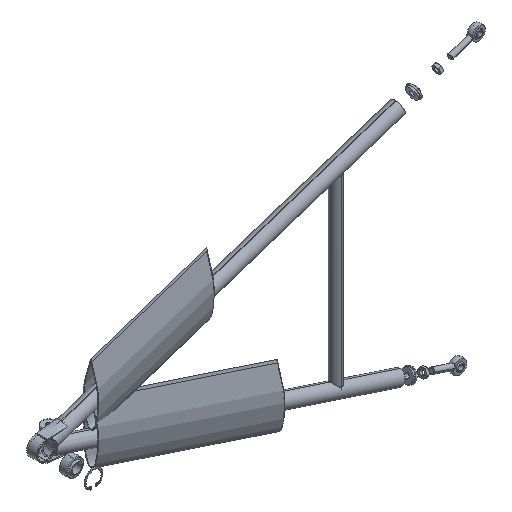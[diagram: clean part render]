
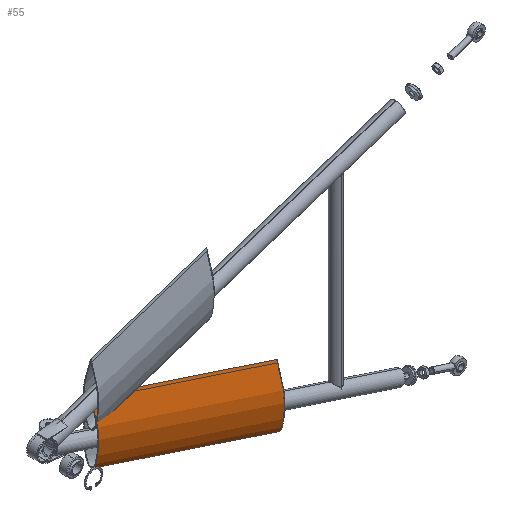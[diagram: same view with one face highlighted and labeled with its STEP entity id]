
A CAD part, isometric view. The second image highlights one B-rep face of the part: STEP entity #55.
In plain terms, the highlighted free-form (B-spline) face has degree [3, 1] with [6, 2] control points.
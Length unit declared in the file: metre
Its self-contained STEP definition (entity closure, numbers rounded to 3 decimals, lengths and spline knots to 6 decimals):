
#55 = ADVANCED_FACE ( 'NONE', ( #9665 ), #3597, .F. ) ;
#158 = ORIENTED_EDGE ( 'NONE', *, *, #682, .T. ) ;
#227 = CARTESIAN_POINT ( 'NONE',  ( 0.418, -0.00382, -0.087398 ) ) ;
#537 = VERTEX_POINT ( 'NONE', #10317 ) ;
#596 = ORIENTED_EDGE ( 'NONE', *, *, #7960, .T. ) ;
#631 = CARTESIAN_POINT ( 'NONE',  ( 0.418, 0., -0.072728 ) ) ;
#661 = VERTEX_POINT ( 'NONE', #1958 ) ;
#682 = EDGE_CURVE ( 'NONE', #8935, #10318, #5189, .T. ) ;
#1028 = DIRECTION ( 'NONE',  ( -0.95, 0., 0.312 ) ) ;
#1264 = CARTESIAN_POINT ( 'NONE',  ( 0.088, 0., 0.035686 ) ) ;
#1614 = B_SPLINE_CURVE_WITH_KNOTS ( 'NONE', 3,
 ( #3800, #11091, #6219, #3506, #9891, #4427 ),
 .UNSPECIFIED., .F., .F.,
 ( 4, 1, 1, 4 ),
 ( 0., 0.567386, 0.667386, 1. ),
 .UNSPECIFIED. ) ;
#1958 = CARTESIAN_POINT ( 'NONE',  ( 0.088, 0., -0.074658 ) ) ;
#1985 = CARTESIAN_POINT ( 'NONE',  ( 0.088, 0., -0.074658 ) ) ;
#2028 = CARTESIAN_POINT ( 'NONE',  ( 0.088, 0., 0.035686 ) ) ;
#2594 = CARTESIAN_POINT ( 'NONE',  ( 0.418, -0.013809, -0.152055 ) ) ;
#2645 = B_SPLINE_CURVE_WITH_KNOTS ( 'NONE', 3,
 ( #6221, #11653, #8979, #2594, #9892, #3510 ),
 .UNSPECIFIED., .F., .F.,
 ( 4, 1, 1, 4 ),
 ( 0., 0.567386, 0.667386, 1. ),
 .UNSPECIFIED. ) ;
#2734 = EDGE_CURVE ( 'NONE', #8935, #537, #2645, .T. ) ;
#2796 = ORIENTED_EDGE ( 'NONE', *, *, #10545, .F. ) ;
#2889 = CARTESIAN_POINT ( 'NONE',  ( 0.088, -0.008839, -0.074658 ) ) ;
#3506 = CARTESIAN_POINT ( 'NONE',  ( 0.088, -0.013809, -0.043641 ) ) ;
#3510 = CARTESIAN_POINT ( 'NONE',  ( 0.418, 0., -0.183073 ) ) ;
#3597 = B_SPLINE_SURFACE_WITH_KNOTS ( 'NONE', 3, 1, ( 
 ( #6570, #2028 ),
 ( #227, #5656 ),
 ( #10197, #11100 ),
 ( #4756, #3815 ),
 ( #9270, #2889 ),
 ( #8370, #1985 ) ),
 .UNSPECIFIED., .F., .F., .F.,
 ( 4, 1, 1, 4 ),
 ( 2, 2 ),
 ( 0., 0.567386, 0.667386, 1. ),
 ( 0., 1. ),
 .UNSPECIFIED. ) ;
#3800 = CARTESIAN_POINT ( 'NONE',  ( 0.088, 0., 0.035686 ) ) ;
#3815 = CARTESIAN_POINT ( 'NONE',  ( 0.088, -0.013809, -0.043641 ) ) ;
#4427 = CARTESIAN_POINT ( 'NONE',  ( 0.088, 0., -0.074658 ) ) ;
#4435 = CARTESIAN_POINT ( 'NONE',  ( 0.418, 0., -0.183073 ) ) ;
#4756 = CARTESIAN_POINT ( 'NONE',  ( 0.418, -0.013809, -0.152055 ) ) ;
#4806 = LINE ( 'NONE', #4435, #5593 ) ;
#5189 = LINE ( 'NONE', #11036, #5201 ) ;
#5201 = VECTOR ( 'NONE', #1028, 1. ) ;
#5593 = VECTOR ( 'NONE', #8110, 1. ) ;
#5656 = CARTESIAN_POINT ( 'NONE',  ( 0.088, -0.00382, 0.021017 ) ) ;
#6219 = CARTESIAN_POINT ( 'NONE',  ( 0.088, -0.013954, -0.000254 ) ) ;
#6221 = CARTESIAN_POINT ( 'NONE',  ( 0.418, 0., -0.072728 ) ) ;
#6570 = CARTESIAN_POINT ( 'NONE',  ( 0.418, 0., -0.072728 ) ) ;
#6637 = ORIENTED_EDGE ( 'NONE', *, *, #2734, .F. ) ;
#7960 = EDGE_CURVE ( 'NONE', #10318, #661, #1614, .T. ) ;
#8110 = DIRECTION ( 'NONE',  ( -0.95, 0., 0.312 ) ) ;
#8370 = CARTESIAN_POINT ( 'NONE',  ( 0.418, 0., -0.183073 ) ) ;
#8935 = VERTEX_POINT ( 'NONE', #631 ) ;
#8979 = CARTESIAN_POINT ( 'NONE',  ( 0.418, -0.013954, -0.108668 ) ) ;
#9104 = EDGE_LOOP ( 'NONE', ( #596, #2796, #6637, #158 ) ) ;
#9270 = CARTESIAN_POINT ( 'NONE',  ( 0.418, -0.008839, -0.183073 ) ) ;
#9665 = FACE_OUTER_BOUND ( 'NONE', #9104, .T. ) ;
#9891 = CARTESIAN_POINT ( 'NONE',  ( 0.088, -0.008839, -0.074658 ) ) ;
#9892 = CARTESIAN_POINT ( 'NONE',  ( 0.418, -0.008839, -0.183073 ) ) ;
#10197 = CARTESIAN_POINT ( 'NONE',  ( 0.418, -0.013954, -0.108668 ) ) ;
#10317 = CARTESIAN_POINT ( 'NONE',  ( 0.418, 0., -0.183073 ) ) ;
#10318 = VERTEX_POINT ( 'NONE', #1264 ) ;
#10545 = EDGE_CURVE ( 'NONE', #537, #661, #4806, .T. ) ;
#11036 = CARTESIAN_POINT ( 'NONE',  ( 0.418, 0., -0.072728 ) ) ;
#11091 = CARTESIAN_POINT ( 'NONE',  ( 0.088, -0.00382, 0.021017 ) ) ;
#11100 = CARTESIAN_POINT ( 'NONE',  ( 0.088, -0.013954, -0.000254 ) ) ;
#11653 = CARTESIAN_POINT ( 'NONE',  ( 0.418, -0.00382, -0.087398 ) ) ;
